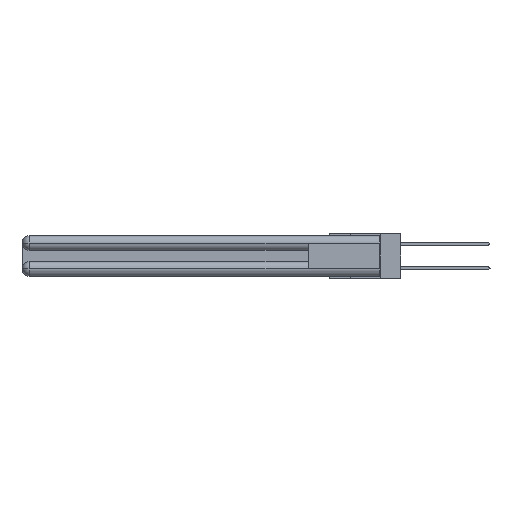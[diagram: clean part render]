
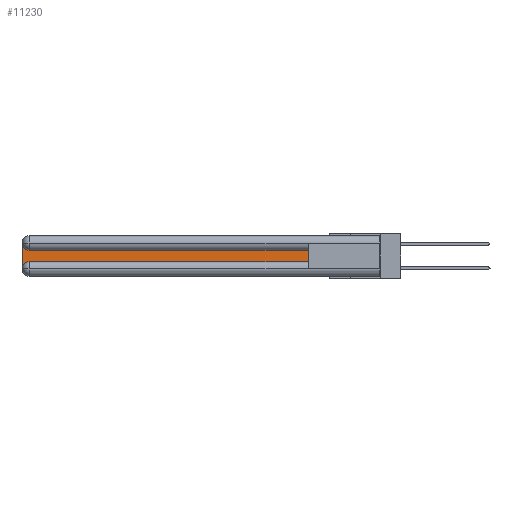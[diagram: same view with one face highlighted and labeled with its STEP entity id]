
A CAD part, left-side view. The second image highlights one B-rep face of the part: STEP entity #11230.
In plain terms, the highlighted planar face has unit normal (-1, 0, 0).
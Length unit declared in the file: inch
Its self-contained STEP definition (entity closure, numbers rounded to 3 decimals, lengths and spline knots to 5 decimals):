
#842 = ORIENTED_EDGE ( 'NONE', *, *, #18711, .T. ) ;
#1021 = LINE ( 'NONE', #17376, #14214 ) ;
#1566 = ORIENTED_EDGE ( 'NONE', *, *, #26178, .T. ) ;
#2296 = DIRECTION ( 'NONE',  ( 1., 0., 0. ) ) ;
#2405 = DIRECTION ( 'NONE',  ( 0., 0., 1. ) ) ;
#2498 = VERTEX_POINT ( 'NONE', #23568 ) ;
#3666 = DIRECTION ( 'NONE',  ( 0., -1., 0. ) ) ;
#4290 = VERTEX_POINT ( 'NONE', #30385 ) ;
#5243 = AXIS2_PLACEMENT_3D ( 'NONE', #22774, #2296, #15424 ) ;
#5385 = ORIENTED_EDGE ( 'NONE', *, *, #14916, .T. ) ;
#6042 = CARTESIAN_POINT ( 'NONE',  ( 0.075, 2.94, -0.2175 ) ) ;
#6217 = EDGE_CURVE ( 'NONE', #16844, #23905, #29076, .T. ) ;
#6915 = DIRECTION ( 'NONE',  ( 0., 1., 0. ) ) ;
#7006 = ORIENTED_EDGE ( 'NONE', *, *, #21912, .T. ) ;
#10130 = AXIS2_PLACEMENT_3D ( 'NONE', #20849, #20514, #20729 ) ;
#11230 = ADVANCED_FACE ( 'NONE', ( #13409 ), #33232, .F. ) ;
#12414 = EDGE_CURVE ( 'NONE', #30209, #2498, #1021, .T. ) ;
#13086 = CARTESIAN_POINT ( 'NONE',  ( 0.075, 2.94, -0.2775 ) ) ;
#13409 = FACE_OUTER_BOUND ( 'NONE', #17503, .T. ) ;
#14214 = VECTOR ( 'NONE', #6915, 39.37008 ) ;
#14916 = EDGE_CURVE ( 'NONE', #33172, #4290, #23407, .T. ) ;
#15298 = CARTESIAN_POINT ( 'NONE',  ( 0.075, 0.6, -0.2175 ) ) ;
#15424 = DIRECTION ( 'NONE',  ( 0., 0., -1. ) ) ;
#16315 = VECTOR ( 'NONE', #27174, 39.37008 ) ;
#16844 = VERTEX_POINT ( 'NONE', #31913 ) ;
#17376 = CARTESIAN_POINT ( 'NONE',  ( 0.075, 0.6, -0.1225 ) ) ;
#17503 = EDGE_LOOP ( 'NONE', ( #22109, #1566, #18647, #842, #5385, #7006 ) ) ;
#18647 = ORIENTED_EDGE ( 'NONE', *, *, #6217, .T. ) ;
#18711 = EDGE_CURVE ( 'NONE', #23905, #33172, #28481, .T. ) ;
#20016 = LINE ( 'NONE', #15298, #32365 ) ;
#20380 = AXIS2_PLACEMENT_3D ( 'NONE', #13086, #31629, #29077 ) ;
#20514 = DIRECTION ( 'NONE',  ( 1., 0., 0. ) ) ;
#20576 = CARTESIAN_POINT ( 'NONE',  ( 0.075, 3., -0.2775 ) ) ;
#20729 = DIRECTION ( 'NONE',  ( 0., 0., -1. ) ) ;
#20747 = CARTESIAN_POINT ( 'NONE',  ( 0.075, 0.6, -0.1225 ) ) ;
#20849 = CARTESIAN_POINT ( 'NONE',  ( 0.075, 2.94, -0.0625 ) ) ;
#21912 = EDGE_CURVE ( 'NONE', #4290, #30209, #20016, .T. ) ;
#22109 = ORIENTED_EDGE ( 'NONE', *, *, #12414, .T. ) ;
#22774 = CARTESIAN_POINT ( 'NONE',  ( 0.075, 3., -0.1225 ) ) ;
#23407 = LINE ( 'NONE', #32434, #28311 ) ;
#23568 = CARTESIAN_POINT ( 'NONE',  ( 0.075, 2.94, -0.1225 ) ) ;
#23905 = VERTEX_POINT ( 'NONE', #20576 ) ;
#26178 = EDGE_CURVE ( 'NONE', #2498, #16844, #32887, .T. ) ;
#27174 = DIRECTION ( 'NONE',  ( 0., 0., -1. ) ) ;
#28311 = VECTOR ( 'NONE', #3666, 39.37008 ) ;
#28481 = CIRCLE ( 'NONE', #20380, 0.06 ) ;
#29076 = LINE ( 'NONE', #32134, #16315 ) ;
#29077 = DIRECTION ( 'NONE',  ( 0., 0., -1. ) ) ;
#30209 = VERTEX_POINT ( 'NONE', #20747 ) ;
#30385 = CARTESIAN_POINT ( 'NONE',  ( 0.075, 0.6, -0.2175 ) ) ;
#31629 = DIRECTION ( 'NONE',  ( 1., 0., 0. ) ) ;
#31913 = CARTESIAN_POINT ( 'NONE',  ( 0.075, 3., -0.0625 ) ) ;
#32134 = CARTESIAN_POINT ( 'NONE',  ( 0.075, 3., -0.2175 ) ) ;
#32365 = VECTOR ( 'NONE', #2405, 39.37008 ) ;
#32434 = CARTESIAN_POINT ( 'NONE',  ( 0.075, 0.6, -0.2175 ) ) ;
#32887 = CIRCLE ( 'NONE', #10130, 0.06 ) ;
#33172 = VERTEX_POINT ( 'NONE', #6042 ) ;
#33232 = PLANE ( 'NONE',  #5243 ) ;
